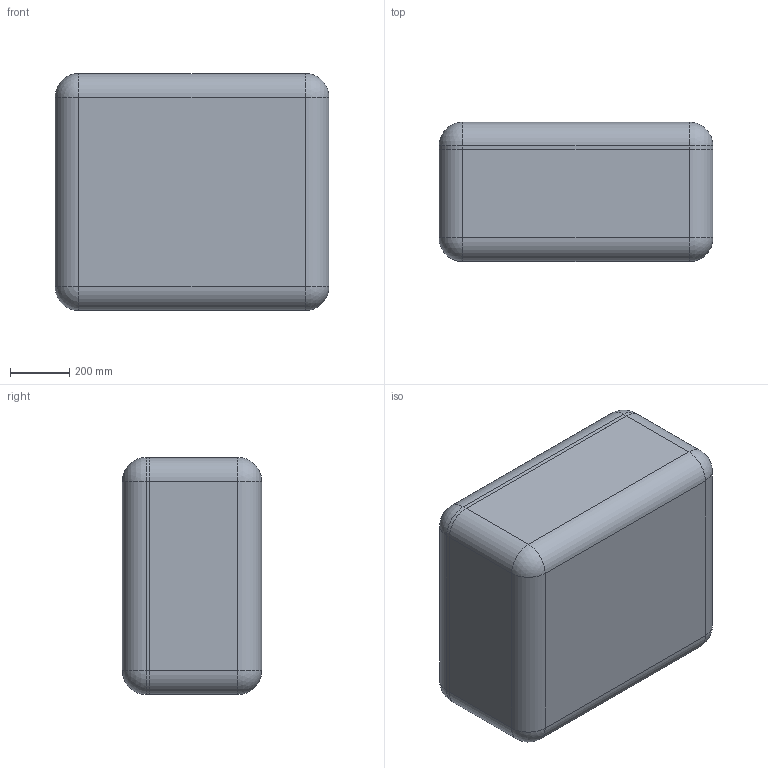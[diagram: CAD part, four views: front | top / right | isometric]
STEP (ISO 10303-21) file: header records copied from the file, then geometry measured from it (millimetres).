
FILE_DESCRIPTION (( 'STEP AP214' ), '1' );
FILE_NAME ('Ñáîðêà_Ê-799(óïð).STEP', '2025-05-20T12:58:03', ( '' ), ( '' ), 'SwSTEP 2.0', 'SolidWorks 2021', '' );
FILE_SCHEMA (( 'AUTOMOTIVE_DESIGN' ));
Length unit declared in the file: millimetre
Products named in the file (3): Êðûøêà Ê-799 ïèëèòü-1; Ñáîðêà_Ê-799(óïð); Êîðïóñ Ê-799 ïèëèòü-1
Assembly tree (2 placements, depth 2):
  Ñáîðêà_Ê-799(óïð)
    Êîðïóñ Ê-799 ïèëèòü-1
    Êðûøêà Ê-799 ïèëèòü-1
Bounding box: 926.26 x 470.86 x 801.07 mm (x, y, z)
Volume: 142091537.2 mm3; surface area: 5366596.3 mm2
Topology: 2 solids, 2 shells, 1920 faces, 4906 edges, 3013 vertices
Faces by surface type: plane 655, cylinder 598, bspline 563, torus 64, sphere 40
Entity records: 83101 total; most frequent: CARTESIAN_POINT 42153, ORIENTED_EDGE 9780, DIRECTION 6521, EDGE_CURVE 4890, VERTEX_POINT 3013, LINE 2195, VECTOR 2195, AXIS2_PLACEMENT_3D 2163
